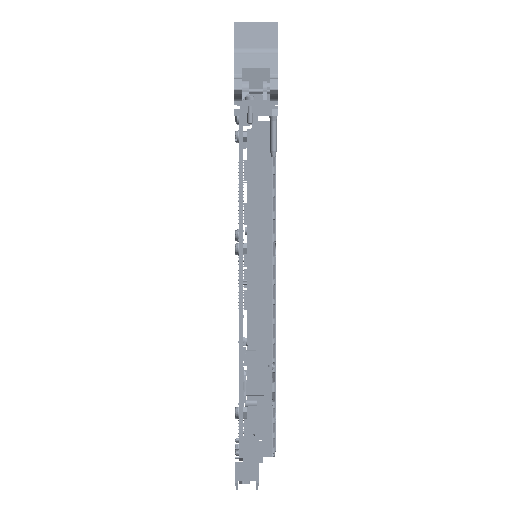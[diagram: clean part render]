
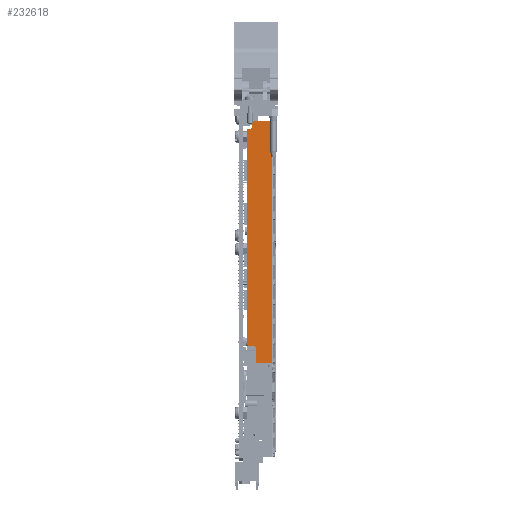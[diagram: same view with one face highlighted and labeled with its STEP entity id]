
A CAD part, front view. The second image highlights one B-rep face of the part: STEP entity #232618.
In plain terms, the highlighted planar face has unit normal (0, -1, 0).
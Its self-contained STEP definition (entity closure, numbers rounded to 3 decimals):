
#13242 = VERTEX_POINT ( 'NONE', #62994 ) ;
#13542 = VERTEX_POINT ( 'NONE', #63107 ) ;
#13850 = VERTEX_POINT ( 'NONE', #63209 ) ;
#13870 = VERTEX_POINT ( 'NONE', #63210 ) ;
#13893 = VERTEX_POINT ( 'NONE', #63223 ) ;
#13911 = VERTEX_POINT ( 'NONE', #63213 ) ;
#13921 = VERTEX_POINT ( 'NONE', #63228 ) ;
#13947 = VERTEX_POINT ( 'NONE', #63226 ) ;
#14031 = VERTEX_POINT ( 'NONE', #63262 ) ;
#21140 = PLANE ( 'NONE',  #89491 ) ;
#21159 = CARTESIAN_POINT ( 'NONE',  ( -51.796, -13.708, -121.861 ) ) ;
#21160 = DIRECTION ( 'NONE',  ( 0., 1., 0. ) ) ;
#21161 = DIRECTION ( 'NONE',  ( 1., 0., 0. ) ) ;
#31795 = EDGE_CURVE ( 'NONE', #13242, #149792, #45853, .T. ) ;
#32485 = DIRECTION ( 'NONE',  ( 1., 0., 0. ) ) ;
#32509 = CARTESIAN_POINT ( 'NONE',  ( -50.296, -13.708, 27.158 ) ) ;
#32667 = CARTESIAN_POINT ( 'NONE',  ( -48.796, -13.708, -72.125 ) ) ;
#32707 = CARTESIAN_POINT ( 'NONE',  ( -40.533, -13.708, -80.125 ) ) ;
#32712 = CARTESIAN_POINT ( 'NONE',  ( -47.796, -13.708, -73.125 ) ) ;
#32850 = CARTESIAN_POINT ( 'NONE',  ( -51.796, -13.708, -71.125 ) ) ;
#32959 = CARTESIAN_POINT ( 'NONE',  ( -46.796, -13.708, -80.125 ) ) ;
#33060 = CARTESIAN_POINT ( 'NONE',  ( -49.296, -13.708, 30.758 ) ) ;
#33067 = DIRECTION ( 'NONE',  ( 0., 0., 1. ) ) ;
#33423 = CARTESIAN_POINT ( 'NONE',  ( -50.796, -13.708, -71.125 ) ) ;
#33426 = DIRECTION ( 'NONE',  ( 0., -1., 0. ) ) ;
#33431 = DIRECTION ( 'NONE',  ( 1., 0., 0. ) ) ;
#33487 = CARTESIAN_POINT ( 'NONE',  ( -50.796, -13.708, 26.158 ) ) ;
#33492 = DIRECTION ( 'NONE',  ( 0., -1., 0. ) ) ;
#33497 = DIRECTION ( 'NONE',  ( 1., 0., 0. ) ) ;
#33604 = CARTESIAN_POINT ( 'NONE',  ( -48.296, -13.708, 29.758 ) ) ;
#33608 = DIRECTION ( 'NONE',  ( 0., -1., 0. ) ) ;
#33613 = DIRECTION ( 'NONE',  ( 1., 0., 0. ) ) ;
#33696 = EDGE_CURVE ( 'NONE', #13242, #149539, #120222, .T. ) ;
#33723 = DIRECTION ( 'NONE',  ( 0., 0., -1. ) ) ;
#33751 = CARTESIAN_POINT ( 'NONE',  ( -40.533, -13.708, -121.861 ) ) ;
#37632 = EDGE_CURVE ( 'NONE', #149504, #149539, #205766, .T. ) ;
#37654 = EDGE_CURVE ( 'NONE', #149504, #14031, #205883, .T. ) ;
#37736 = EDGE_CURVE ( 'NONE', #149792, #149545, #206255, .T. ) ;
#37828 = EDGE_CURVE ( 'NONE', #13921, #13850, #206610, .T. ) ;
#37915 = EDGE_CURVE ( 'NONE', #13911, #13893, #170126, .T. ) ;
#38069 = EDGE_CURVE ( 'NONE', #149702, #13947, #170350, .T. ) ;
#38138 = EDGE_CURVE ( 'NONE', #13542, #13911, #170472, .T. ) ;
#38243 = EDGE_CURVE ( 'NONE', #13893, #13870, #170648, .T. ) ;
#38297 = EDGE_CURVE ( 'NONE', #149702, #14031, #170686, .T. ) ;
#38314 = EDGE_CURVE ( 'NONE', #13542, #13947, #170696, .T. ) ;
#38348 = EDGE_CURVE ( 'NONE', #13921, #13870, #170716, .T. ) ;
#38394 = EDGE_CURVE ( 'NONE', #13850, #149545, #170734, .T. ) ;
#45853 = CIRCLE ( 'NONE', #117984, 1. ) ;
#62994 = CARTESIAN_POINT ( 'NONE',  ( -47.796, -13.708, -79.125 ) ) ;
#63107 = CARTESIAN_POINT ( 'NONE',  ( -50.796, -13.708, 27.158 ) ) ;
#63209 = CARTESIAN_POINT ( 'NONE',  ( -40.533, -13.708, 30.758 ) ) ;
#63210 = CARTESIAN_POINT ( 'NONE',  ( -49.296, -13.708, 29.758 ) ) ;
#63213 = CARTESIAN_POINT ( 'NONE',  ( -50.296, -13.708, 27.158 ) ) ;
#63223 = CARTESIAN_POINT ( 'NONE',  ( -49.296, -13.708, 28.158 ) ) ;
#63226 = CARTESIAN_POINT ( 'NONE',  ( -51.796, -13.708, 26.158 ) ) ;
#63228 = CARTESIAN_POINT ( 'NONE',  ( -48.296, -13.708, 30.758 ) ) ;
#63262 = CARTESIAN_POINT ( 'NONE',  ( -50.796, -13.708, -72.125 ) ) ;
#64496 = CARTESIAN_POINT ( 'NONE',  ( -46.796, -13.708, -79.125 ) ) ;
#64498 = DIRECTION ( 'NONE',  ( 0., -1., 0. ) ) ;
#64501 = DIRECTION ( 'NONE',  ( 1., 0., 0. ) ) ;
#79635 = EDGE_LOOP ( 'NONE', ( #162368, #162446, #162495, #162550, #162606, #162649, #162709, #162683, #162668, #162640, #162611, #162561, #162553, #162521 ) ) ;
#89491 = AXIS2_PLACEMENT_3D ( 'NONE', #21159, #21160, #21161 ) ;
#117984 = AXIS2_PLACEMENT_3D ( 'NONE', #64496, #64498, #64501 ) ;
#120222 = LINE ( 'NONE', #209073, #120226 ) ;
#120226 = VECTOR ( 'NONE', #209127, 1000. ) ;
#126897 = CARTESIAN_POINT ( 'NONE',  ( -51.796, -13.708, -80.125 ) ) ;
#126955 = DIRECTION ( 'NONE',  ( 1., 0., 0. ) ) ;
#128070 = CARTESIAN_POINT ( 'NONE',  ( -51.796, -13.708, 30.758 ) ) ;
#128074 = DIRECTION ( 'NONE',  ( 1., 0., 0. ) ) ;
#128895 = CARTESIAN_POINT ( 'NONE',  ( -50.296, -13.708, 28.158 ) ) ;
#128897 = DIRECTION ( 'NONE',  ( 0., -1., 0. ) ) ;
#128900 = DIRECTION ( 'NONE',  ( 0., 0., 1. ) ) ;
#129624 = CARTESIAN_POINT ( 'NONE',  ( -51.796, -13.708, -121.861 ) ) ;
#129641 = DIRECTION ( 'NONE',  ( 0., 0., 1. ) ) ;
#149504 = VERTEX_POINT ( 'NONE', #32667 ) ;
#149539 = VERTEX_POINT ( 'NONE', #32712 ) ;
#149545 = VERTEX_POINT ( 'NONE', #32707 ) ;
#149702 = VERTEX_POINT ( 'NONE', #32850 ) ;
#149792 = VERTEX_POINT ( 'NONE', #32959 ) ;
#162368 = ORIENTED_EDGE ( 'NONE', *, *, #37828, .F. ) ;
#162446 = ORIENTED_EDGE ( 'NONE', *, *, #38348, .T. ) ;
#162495 = ORIENTED_EDGE ( 'NONE', *, *, #38243, .F. ) ;
#162521 = ORIENTED_EDGE ( 'NONE', *, *, #38394, .F. ) ;
#162550 = ORIENTED_EDGE ( 'NONE', *, *, #37915, .F. ) ;
#162553 = ORIENTED_EDGE ( 'NONE', *, *, #37736, .T. ) ;
#162561 = ORIENTED_EDGE ( 'NONE', *, *, #31795, .T. ) ;
#162606 = ORIENTED_EDGE ( 'NONE', *, *, #38138, .F. ) ;
#162611 = ORIENTED_EDGE ( 'NONE', *, *, #33696, .F. ) ;
#162640 = ORIENTED_EDGE ( 'NONE', *, *, #37632, .T. ) ;
#162649 = ORIENTED_EDGE ( 'NONE', *, *, #38314, .T. ) ;
#162668 = ORIENTED_EDGE ( 'NONE', *, *, #37654, .F. ) ;
#162683 = ORIENTED_EDGE ( 'NONE', *, *, #38297, .T. ) ;
#162709 = ORIENTED_EDGE ( 'NONE', *, *, #38069, .F. ) ;
#170126 = CIRCLE ( 'NONE', #197769, 1. ) ;
#170342 = VECTOR ( 'NONE', #129641, 1000. ) ;
#170350 = LINE ( 'NONE', #129624, #170342 ) ;
#170472 = LINE ( 'NONE', #32509, #170476 ) ;
#170476 = VECTOR ( 'NONE', #32485, 1000. ) ;
#170648 = LINE ( 'NONE', #33060, #170654 ) ;
#170654 = VECTOR ( 'NONE', #33067, 1000. ) ;
#170686 = CIRCLE ( 'NONE', #197713, 1. ) ;
#170696 = CIRCLE ( 'NONE', #197709, 1. ) ;
#170716 = CIRCLE ( 'NONE', #197704, 1. ) ;
#170734 = LINE ( 'NONE', #33751, #170752 ) ;
#170752 = VECTOR ( 'NONE', #33723, 1000. ) ;
#197704 = AXIS2_PLACEMENT_3D ( 'NONE', #33604, #33608, #33613 ) ;
#197709 = AXIS2_PLACEMENT_3D ( 'NONE', #33487, #33492, #33497 ) ;
#197713 = AXIS2_PLACEMENT_3D ( 'NONE', #33423, #33426, #33431 ) ;
#197769 = AXIS2_PLACEMENT_3D ( 'NONE', #128895, #128897, #128900 ) ;
#197980 = AXIS2_PLACEMENT_3D ( 'NONE', #202362, #202364, #202365 ) ;
#198799 = FACE_OUTER_BOUND ( 'NONE', #79635, .T. ) ;
#202362 = CARTESIAN_POINT ( 'NONE',  ( -48.796, -13.708, -73.125 ) ) ;
#202364 = DIRECTION ( 'NONE',  ( 0., 1., 0. ) ) ;
#202365 = DIRECTION ( 'NONE',  ( 1., 0., 0. ) ) ;
#202446 = CARTESIAN_POINT ( 'NONE',  ( -47.796, -13.708, -72.125 ) ) ;
#202466 = DIRECTION ( 'NONE',  ( -1., 0., 0. ) ) ;
#205766 = CIRCLE ( 'NONE', #197980, 1. ) ;
#205883 = LINE ( 'NONE', #202446, #205888 ) ;
#205888 = VECTOR ( 'NONE', #202466, 1000. ) ;
#206255 = LINE ( 'NONE', #126897, #206260 ) ;
#206260 = VECTOR ( 'NONE', #126955, 1000. ) ;
#206610 = LINE ( 'NONE', #128070, #206617 ) ;
#206617 = VECTOR ( 'NONE', #128074, 1000. ) ;
#209073 = CARTESIAN_POINT ( 'NONE',  ( -47.796, -13.708, -80.125 ) ) ;
#209127 = DIRECTION ( 'NONE',  ( 0., 0., 1. ) ) ;
#232618 = ADVANCED_FACE ( 'NONE', ( #198799 ), #21140, .F. ) ;
